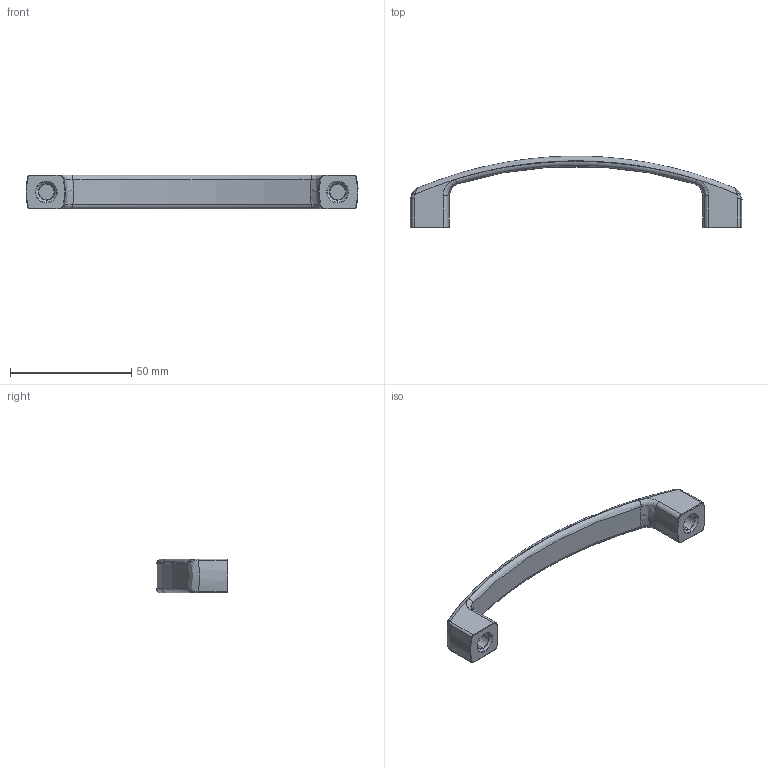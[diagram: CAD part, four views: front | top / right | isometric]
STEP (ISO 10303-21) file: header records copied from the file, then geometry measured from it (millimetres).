
FILE_DESCRIPTION (( 'STEP AP214' ), '1' );
FILE_NAME ('HDS-0059-120.STEP', '2019-05-28T03:36:07', ( '' ), ( '' ), 'SwSTEP 2.0', 'SolidWorks 2010', '' );
FILE_SCHEMA (( 'AUTOMOTIVE_DESIGN' ));
Length unit declared in the file: millimetre
Products named in the file (1): HDS-0059-120
Bounding box: 136.74 x 29.43 x 14 mm (x, y, z)
Volume: 12583.8 mm3; surface area: 6829.2 mm2
Topology: 1 solids, 1 shells, 76 faces, 168 edges, 92 vertices
Faces by surface type: torus 28, cylinder 22, bspline 16, plane 6, cone 4
Entity records: 4989 total; most frequent: CARTESIAN_POINT 3348, DIRECTION 354, ORIENTED_EDGE 328, EDGE_CURVE 164, AXIS2_PLACEMENT_3D 161, CIRCLE 100, VERTEX_POINT 92, EDGE_LOOP 78
